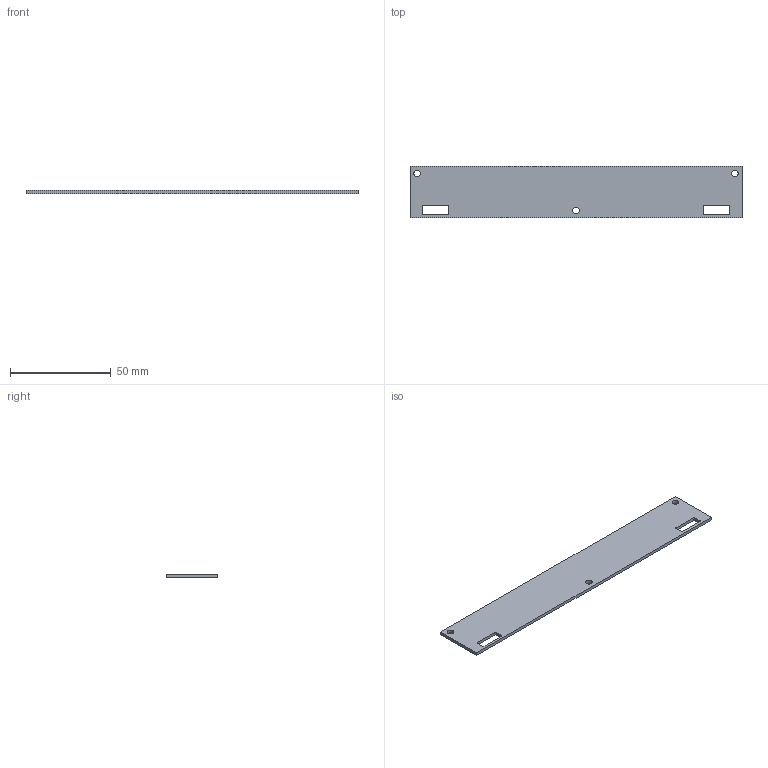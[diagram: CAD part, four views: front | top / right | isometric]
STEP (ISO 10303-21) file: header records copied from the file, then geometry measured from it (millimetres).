
FILE_DESCRIPTION(('KiCad electronic assembly'),'2;1');
FILE_NAME('170_newTypeConn.step','2023-01-26T17:47:14',('Pcbnew'),( 'Kicad'),'Open CASCADE STEP processor 7.6','KiCad to STEP converter' ,'Unknown');
FILE_SCHEMA(('AUTOMOTIVE_DESIGN { 1 0 10303 214 1 1 1 1 }'));
Length unit declared in the file: millimetre
Products named in the file (2): 170_newTypeConn 1; 170_newTypeConn PCB
Assembly tree (1 placements, depth 2):
  170_newTypeConn 1
    170_newTypeConn PCB
Bounding box: 165.1 x 25.4 x 1.6 mm (x, y, z)
Volume: 6477.4 mm3; surface area: 8865.8 mm2
Topology: 1 solids, 1 shells, 25 faces, 69 edges, 46 vertices
Faces by surface type: plane 14, cylinder 11
Full cylindrical faces by diameter (mm): 3.2 x3
Entity records: 1769 total; most frequent: DIRECTION 283, CARTESIAN_POINT 280, LINE 163, VECTOR 163, ORIENTED_EDGE 138, PCURVE 138, DEFINITIONAL_REPRESENTATION 138, EDGE_CURVE 69
